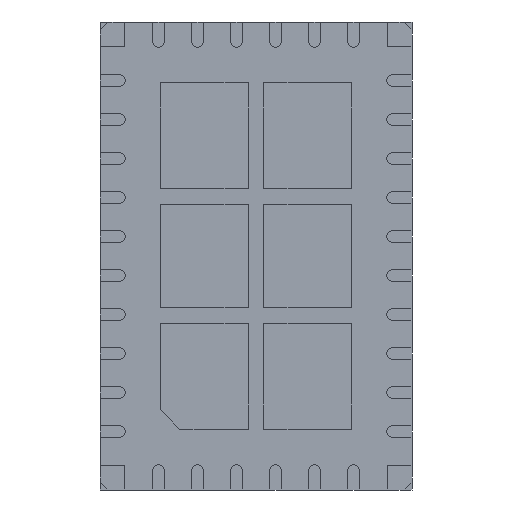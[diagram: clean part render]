
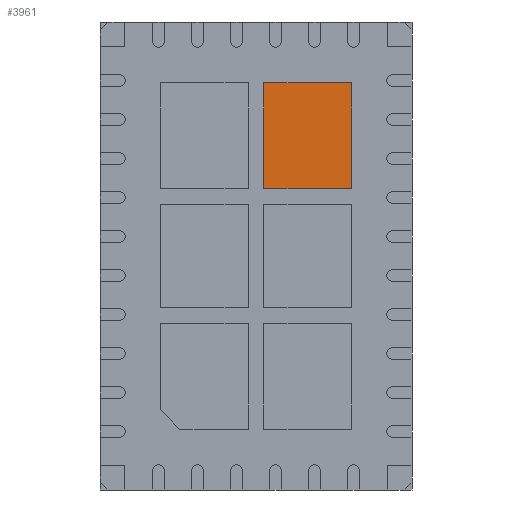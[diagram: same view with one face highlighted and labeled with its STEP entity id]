
A CAD part, front view. The second image highlights one B-rep face of the part: STEP entity #3961.
In plain terms, the highlighted planar face has unit normal (0, -1, 0).
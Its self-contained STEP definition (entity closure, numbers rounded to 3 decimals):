
#66 = CARTESIAN_POINT ( 'NONE',  ( 1.225, 0., 2.22 ) ) ;
#71 = VECTOR ( 'NONE', #5787, 1000. ) ;
#240 = VECTOR ( 'NONE', #5944, 1000. ) ;
#459 = DIRECTION ( 'NONE',  ( 0., 0., -1. ) ) ;
#682 = CARTESIAN_POINT ( 'NONE',  ( 1.225, 0., 2.22 ) ) ;
#952 = CARTESIAN_POINT ( 'NONE',  ( 0.1, 0., 0.865 ) ) ;
#954 = LINE ( 'NONE', #66, #1907 ) ;
#1240 = EDGE_CURVE ( 'NONE', #1965, #1468, #1722, .T. ) ;
#1468 = VERTEX_POINT ( 'NONE', #2684 ) ;
#1657 = DIRECTION ( 'NONE',  ( 0., 0., -1. ) ) ;
#1685 = ORIENTED_EDGE ( 'NONE', *, *, #3263, .F. ) ;
#1702 = DIRECTION ( 'NONE',  ( 0., -1., 0. ) ) ;
#1722 = LINE ( 'NONE', #1958, #6429 ) ;
#1759 = VERTEX_POINT ( 'NONE', #2936 ) ;
#1907 = VECTOR ( 'NONE', #2756, 1000. ) ;
#1936 = EDGE_CURVE ( 'NONE', #3942, #1965, #954, .T. ) ;
#1958 = CARTESIAN_POINT ( 'NONE',  ( 1.225, 0., 0.865 ) ) ;
#1965 = VERTEX_POINT ( 'NONE', #682 ) ;
#2044 = AXIS2_PLACEMENT_3D ( 'NONE', #4172, #1702, #1657 ) ;
#2050 = PLANE ( 'NONE',  #2044 ) ;
#2597 = LINE ( 'NONE', #952, #240 ) ;
#2684 = CARTESIAN_POINT ( 'NONE',  ( 1.225, 0., 0.865 ) ) ;
#2756 = DIRECTION ( 'NONE',  ( 1., 0., 0. ) ) ;
#2870 = EDGE_CURVE ( 'NONE', #1468, #1759, #2597, .T. ) ;
#2936 = CARTESIAN_POINT ( 'NONE',  ( 0.1, 0., 0.865 ) ) ;
#3039 = CARTESIAN_POINT ( 'NONE',  ( 0.1, 0., 2.22 ) ) ;
#3155 = EDGE_LOOP ( 'NONE', ( #3685, #1685, #3815, #5648 ) ) ;
#3263 = EDGE_CURVE ( 'NONE', #1759, #3942, #3381, .T. ) ;
#3280 = CARTESIAN_POINT ( 'NONE',  ( 0.1, 0., 2.22 ) ) ;
#3381 = LINE ( 'NONE', #3280, #71 ) ;
#3599 = FACE_OUTER_BOUND ( 'NONE', #3155, .T. ) ;
#3685 = ORIENTED_EDGE ( 'NONE', *, *, #1936, .F. ) ;
#3815 = ORIENTED_EDGE ( 'NONE', *, *, #2870, .F. ) ;
#3942 = VERTEX_POINT ( 'NONE', #3039 ) ;
#3961 = ADVANCED_FACE ( 'NONE', ( #3599 ), #2050, .T. ) ;
#4172 = CARTESIAN_POINT ( 'NONE',  ( 0.662, 0., 1.542 ) ) ;
#5648 = ORIENTED_EDGE ( 'NONE', *, *, #1240, .F. ) ;
#5787 = DIRECTION ( 'NONE',  ( 0., 0., 1. ) ) ;
#5944 = DIRECTION ( 'NONE',  ( -1., 0., 0. ) ) ;
#6429 = VECTOR ( 'NONE', #459, 1000. ) ;
